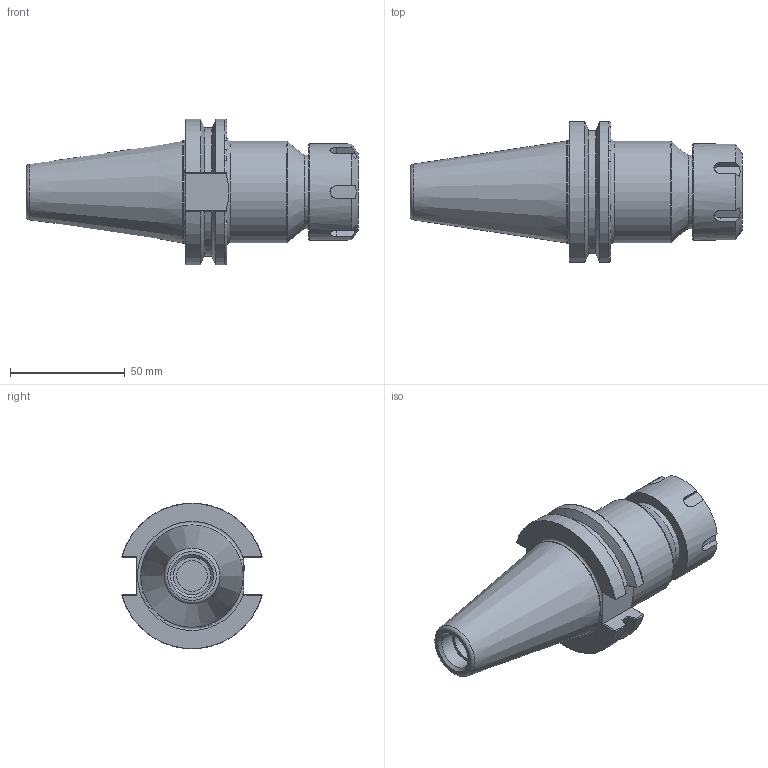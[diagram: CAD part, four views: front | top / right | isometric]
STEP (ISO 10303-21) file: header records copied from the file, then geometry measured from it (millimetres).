
FILE_DESCRIPTION(/* description */ (''),/* implementation_level */ '2;1');
FILE_NAME(/* name */ 'CAT40 ER25-3.0D.step',/* time_stamp */ '2025-07-23T10:24:31-05:00',/* author */ (''),/* organization */ (''),/* preprocessor_version */ 'ST-DEVELOPER v20.1',/* originating_system */ 'Autodesk Translation Framework v14.10.0.0',/* authorisation */ '');
FILE_SCHEMA (('AUTOMOTIVE_DESIGN { 1 0 10303 214 3 1 1 }'));
Length unit declared in the file: inch
Products named in the file (3): CAT40 Dual Contact Template; CAT40 Dual Contact 2.69 v1; ER25 Collet Nut
Assembly tree (2 placements, depth 2):
  CAT40 Dual Contact Template
    CAT40 Dual Contact 2.69 v1
    ER25 Collet Nut
Bounding box: 144.53 x 61.14 x 63.26 mm (x, y, z)
Volume: 176563.1 mm3; surface area: 34178.4 mm2
Topology: 2 solids, 2 shells, 110 faces, 294 edges, 190 vertices
Faces by surface type: plane 52, cylinder 21, bspline 16, cone 12, torus 9
Full cylindrical faces by diameter (mm): 11.112 x1, 13.386 x1, 14 x1, 16.256 x1, 18.669 x1, 32 x1, 41.91 x1, 44.196 x1, 44.45 x1
Entity records: 4256 total; most frequent: CARTESIAN_POINT 1491, ORIENTED_EDGE 586, DIRECTION 493, EDGE_CURVE 293, VERTEX_POINT 190, AXIS2_PLACEMENT_3D 173, LINE 147, VECTOR 147
